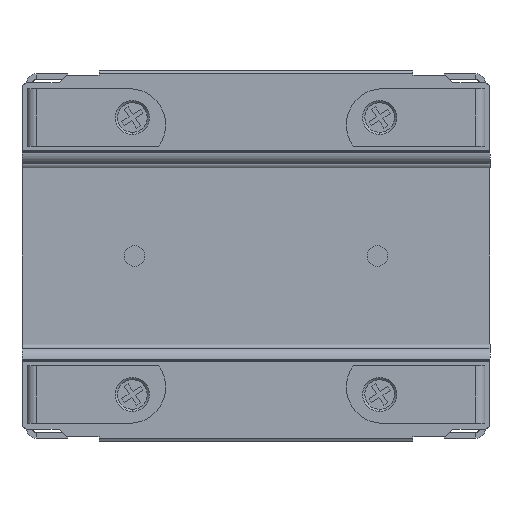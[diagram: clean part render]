
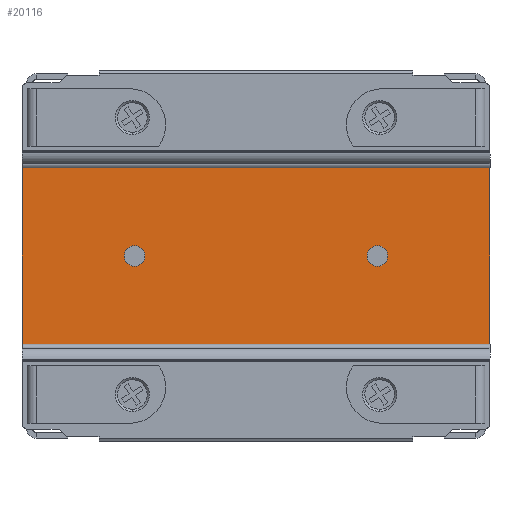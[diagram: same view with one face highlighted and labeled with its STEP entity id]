
A CAD part, front view. The second image highlights one B-rep face of the part: STEP entity #20116.
In plain terms, the highlighted planar face has unit normal (0, -1, 0).
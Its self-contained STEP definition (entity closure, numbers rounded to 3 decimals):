
#2913 = EDGE_CURVE ( 'NONE', #11740, #11742, #22203, .T. ) ;
#3442 = EDGE_CURVE ( 'NONE', #11742, #11740, #24314, .T. ) ;
#5106 = VERTEX_POINT ( 'NONE', #25257 ) ;
#5107 = VERTEX_POINT ( 'NONE', #25258 ) ;
#6359 = EDGE_LOOP ( 'NONE', ( #22629, #22636 ) ) ;
#7000 = EDGE_CURVE ( 'NONE', #19989, #19988, #24778, .T. ) ;
#10449 = VERTEX_POINT ( 'NONE', #31109 ) ;
#10450 = VERTEX_POINT ( 'NONE', #31110 ) ;
#11740 = VERTEX_POINT ( 'NONE', #31167 ) ;
#11742 = VERTEX_POINT ( 'NONE', #31168 ) ;
#16543 = EDGE_CURVE ( 'NONE', #10450, #10449, #30069, .T. ) ;
#16584 = EDGE_CURVE ( 'NONE', #5106, #19989, #30135, .T. ) ;
#16587 = EDGE_CURVE ( 'NONE', #19988, #5107, #30139, .T. ) ;
#16786 = AXIS2_PLACEMENT_3D ( 'NONE', #26926, #26928, #26929 ) ;
#16846 = EDGE_CURVE ( 'NONE', #10449, #10450, #30446, .T. ) ;
#17058 = EDGE_CURVE ( 'NONE', #5107, #5106, #30650, .T. ) ;
#17155 = CARTESIAN_POINT ( 'NONE',  ( -34.2, 5.2, -7. ) ) ;
#17156 = DIRECTION ( 'NONE',  ( 0., 0., 1. ) ) ;
#19821 = EDGE_LOOP ( 'NONE', ( #22631, #22637 ) ) ;
#19827 = EDGE_LOOP ( 'NONE', ( #22630, #22817, #22953, #22632 ) ) ;
#19988 = VERTEX_POINT ( 'NONE', #34140 ) ;
#19989 = VERTEX_POINT ( 'NONE', #34141 ) ;
#20116 = ADVANCED_FACE ( 'NONE', ( #30935, #30938, #30940 ), #35220, .F. ) ;
#22203 = CIRCLE ( 'NONE', #16786, 0.7 ) ;
#22629 = ORIENTED_EDGE ( 'NONE', *, *, #16543, .T. ) ;
#22630 = ORIENTED_EDGE ( 'NONE', *, *, #7000, .T. ) ;
#22631 = ORIENTED_EDGE ( 'NONE', *, *, #3442, .T. ) ;
#22632 = ORIENTED_EDGE ( 'NONE', *, *, #16584, .T. ) ;
#22636 = ORIENTED_EDGE ( 'NONE', *, *, #16846, .T. ) ;
#22637 = ORIENTED_EDGE ( 'NONE', *, *, #2913, .T. ) ;
#22817 = ORIENTED_EDGE ( 'NONE', *, *, #16587, .T. ) ;
#22953 = ORIENTED_EDGE ( 'NONE', *, *, #17058, .T. ) ;
#24114 = AXIS2_PLACEMENT_3D ( 'NONE', #32612, #32614, #32615 ) ;
#24167 = AXIS2_PLACEMENT_3D ( 'NONE', #35227, #35228, #35229 ) ;
#24314 = CIRCLE ( 'NONE', #27579, 0.7 ) ;
#24778 = LINE ( 'NONE', #17155, #24779 ) ;
#24779 = VECTOR ( 'NONE', #17156, 1000. ) ;
#25257 = CARTESIAN_POINT ( 'NONE',  ( -65.8, 5.2, -6.65 ) ) ;
#25258 = CARTESIAN_POINT ( 'NONE',  ( -65.8, 5.2, 6.65 ) ) ;
#26926 = CARTESIAN_POINT ( 'NONE',  ( -41.8, 5.2, 0. ) ) ;
#26928 = DIRECTION ( 'NONE',  ( 0., 1., 0. ) ) ;
#26929 = DIRECTION ( 'NONE',  ( 0., 0., 1. ) ) ;
#27579 = AXIS2_PLACEMENT_3D ( 'NONE', #28833, #28853, #28854 ) ;
#27800 = AXIS2_PLACEMENT_3D ( 'NONE', #31804, #31806, #31807 ) ;
#28833 = CARTESIAN_POINT ( 'NONE',  ( -41.8, 5.2, 0. ) ) ;
#28853 = DIRECTION ( 'NONE',  ( 0., 1., 0. ) ) ;
#28854 = DIRECTION ( 'NONE',  ( 0., 0., 1. ) ) ;
#30069 = CIRCLE ( 'NONE', #27800, 0.7 ) ;
#30125 = VECTOR ( 'NONE', #31904, 1000. ) ;
#30135 = LINE ( 'NONE', #31897, #30125 ) ;
#30137 = VECTOR ( 'NONE', #31912, 1000. ) ;
#30139 = LINE ( 'NONE', #31905, #30137 ) ;
#30446 = CIRCLE ( 'NONE', #24114, 0.7 ) ;
#30650 = LINE ( 'NONE', #33856, #30741 ) ;
#30741 = VECTOR ( 'NONE', #33857, 1000. ) ;
#30935 = FACE_BOUND ( 'NONE', #19821, .T. ) ;
#30938 = FACE_BOUND ( 'NONE', #6359, .T. ) ;
#30940 = FACE_OUTER_BOUND ( 'NONE', #19827, .T. ) ;
#31109 = CARTESIAN_POINT ( 'NONE',  ( -58.2, 5.2, -0.7 ) ) ;
#31110 = CARTESIAN_POINT ( 'NONE',  ( -58.2, 5.2, 0.7 ) ) ;
#31167 = CARTESIAN_POINT ( 'NONE',  ( -41.8, 5.2, -0.7 ) ) ;
#31168 = CARTESIAN_POINT ( 'NONE',  ( -41.8, 5.2, 0.7 ) ) ;
#31804 = CARTESIAN_POINT ( 'NONE',  ( -58.2, 5.2, 0. ) ) ;
#31806 = DIRECTION ( 'NONE',  ( 0., 1., 0. ) ) ;
#31807 = DIRECTION ( 'NONE',  ( 0., 0., 1. ) ) ;
#31897 = CARTESIAN_POINT ( 'NONE',  ( -34.2, 5.2, -6.65 ) ) ;
#31904 = DIRECTION ( 'NONE',  ( 1., 0., 0. ) ) ;
#31905 = CARTESIAN_POINT ( 'NONE',  ( -65.8, 5.2, 6.65 ) ) ;
#31912 = DIRECTION ( 'NONE',  ( -1., 0., 0. ) ) ;
#32612 = CARTESIAN_POINT ( 'NONE',  ( -58.2, 5.2, 0. ) ) ;
#32614 = DIRECTION ( 'NONE',  ( 0., 1., 0. ) ) ;
#32615 = DIRECTION ( 'NONE',  ( 0., 0., 1. ) ) ;
#33856 = CARTESIAN_POINT ( 'NONE',  ( -65.8, 5.2, -7. ) ) ;
#33857 = DIRECTION ( 'NONE',  ( 0., 0., -1. ) ) ;
#34140 = CARTESIAN_POINT ( 'NONE',  ( -34.2, 5.2, 6.65 ) ) ;
#34141 = CARTESIAN_POINT ( 'NONE',  ( -34.2, 5.2, -6.65 ) ) ;
#35220 = PLANE ( 'NONE',  #24167 ) ;
#35227 = CARTESIAN_POINT ( 'NONE',  ( 0., 5.2, -7. ) ) ;
#35228 = DIRECTION ( 'NONE',  ( 0., 1., 0. ) ) ;
#35229 = DIRECTION ( 'NONE',  ( 0., 0., 1. ) ) ;
